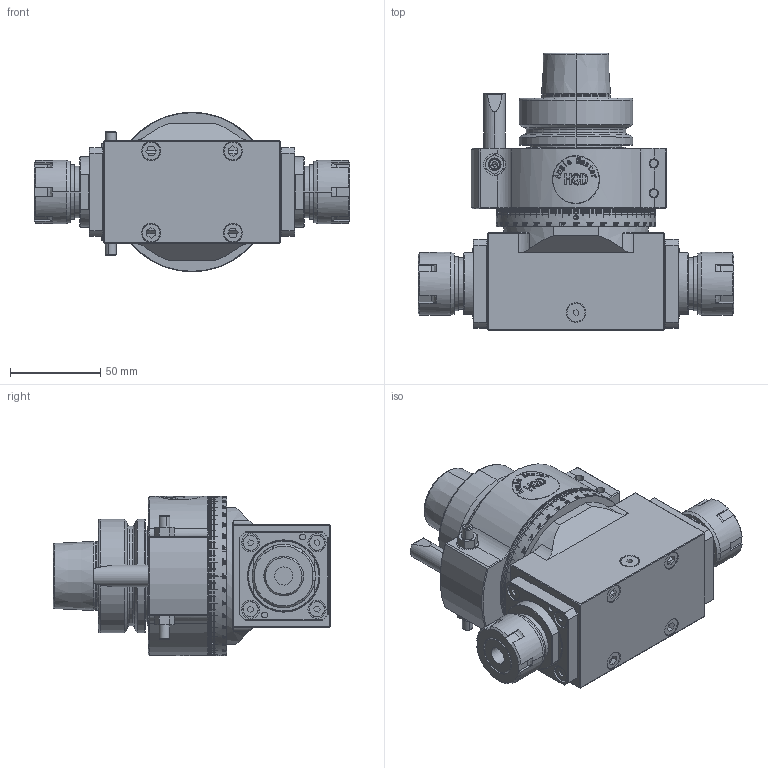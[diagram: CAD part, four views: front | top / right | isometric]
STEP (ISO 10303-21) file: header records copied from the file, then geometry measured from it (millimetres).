
FILE_DESCRIPTION (( 'STEP AP214' ), '1' );
FILE_NAME ('×°ÅäÌå1.STEP', '2024-10-31T08:38:50', ( 'Sysceo.com' ), ( '' ), 'SwSTEP 2.0', 'SolidWorks 2018', '' );
FILE_SCHEMA (( 'AUTOMOTIVE_DESIGN' ));
Length unit declared in the file: millimetre
Products named in the file (2): 蚾饜极1
Bounding box: 174.74 x 153.5 x 88 mm (x, y, z)
Volume: 791816.7 mm3; surface area: 95666.5 mm2
Topology: 1 solids, 8 shells, 2916 faces, 9330 edges, 6751 vertices
Faces by surface type: plane 1912, cylinder 533, bspline 234, cone 177, torus 60
Entity records: 157305 total; most frequent: CARTESIAN_POINT 70067, ORIENTED_EDGE 18640, DIRECTION 13629, EDGE_CURVE 9320, VERTEX_POINT 6751, VECTOR 4851, LINE 4851, AXIS2_PLACEMENT_3D 4389
